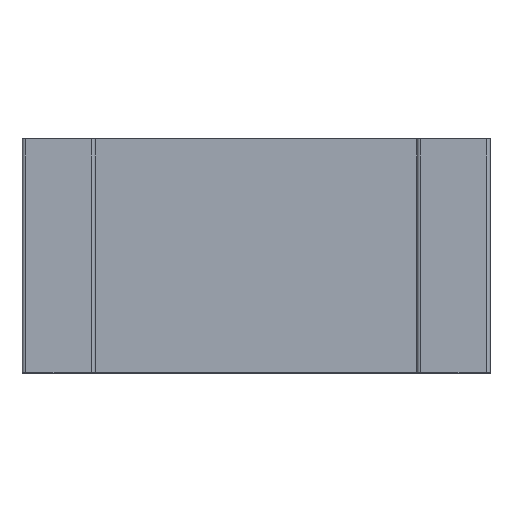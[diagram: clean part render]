
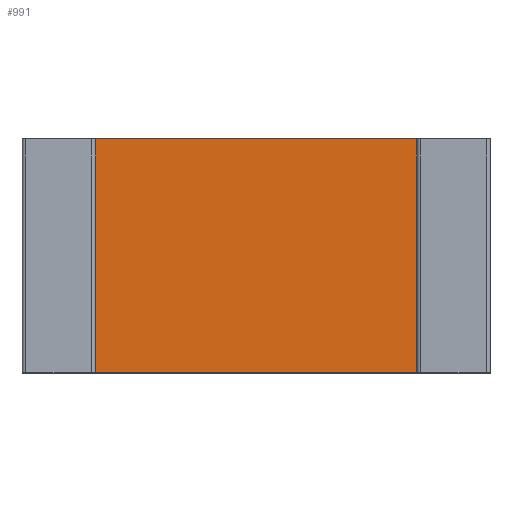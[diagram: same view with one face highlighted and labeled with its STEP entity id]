
A CAD part, top view. The second image highlights one B-rep face of the part: STEP entity #991.
In plain terms, the highlighted planar face has unit normal (0, 0, 1).
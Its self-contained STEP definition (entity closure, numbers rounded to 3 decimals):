
#692 = VERTEX_POINT('',#693);
#693 = CARTESIAN_POINT('',(1.1,-0.8,0.56));
#699 = EDGE_CURVE('',#692,#700,#702,.T.);
#700 = VERTEX_POINT('',#701);
#701 = CARTESIAN_POINT('',(-1.1,-0.8,0.56));
#702 = LINE('',#703,#704);
#703 = CARTESIAN_POINT('',(1.1,-0.8,0.56));
#704 = VECTOR('',#705,1.);
#705 = DIRECTION('',(-1.,0.,0.));
#801 = VERTEX_POINT('',#802);
#802 = CARTESIAN_POINT('',(-1.1,0.8,0.56));
#808 = EDGE_CURVE('',#801,#809,#811,.T.);
#809 = VERTEX_POINT('',#810);
#810 = CARTESIAN_POINT('',(1.1,0.8,0.56));
#811 = LINE('',#812,#813);
#812 = CARTESIAN_POINT('',(-1.1,0.8,0.56));
#813 = VECTOR('',#814,1.);
#814 = DIRECTION('',(1.,0.,0.));
#963 = EDGE_CURVE('',#700,#801,#964,.T.);
#964 = LINE('',#965,#966);
#965 = CARTESIAN_POINT('',(-1.1,-0.8,0.56));
#966 = VECTOR('',#967,1.);
#967 = DIRECTION('',(0.,1.,0.));
#980 = EDGE_CURVE('',#809,#692,#981,.T.);
#981 = LINE('',#982,#983);
#982 = CARTESIAN_POINT('',(1.1,0.8,0.56));
#983 = VECTOR('',#984,1.);
#984 = DIRECTION('',(0.,-1.,0.));
#991 = ADVANCED_FACE('',(#992),#998,.T.);
#992 = FACE_BOUND('',#993,.F.);
#993 = EDGE_LOOP('',(#994,#995,#996,#997));
#994 = ORIENTED_EDGE('',*,*,#808,.T.);
#995 = ORIENTED_EDGE('',*,*,#980,.T.);
#996 = ORIENTED_EDGE('',*,*,#699,.T.);
#997 = ORIENTED_EDGE('',*,*,#963,.T.);
#998 = PLANE('',#999);
#999 = AXIS2_PLACEMENT_3D('',#1000,#1001,#1002);
#1000 = CARTESIAN_POINT('',(0.,0.,0.56));
#1001 = DIRECTION('',(0.,0.,1.));
#1002 = DIRECTION('',(1.,0.,0.));
